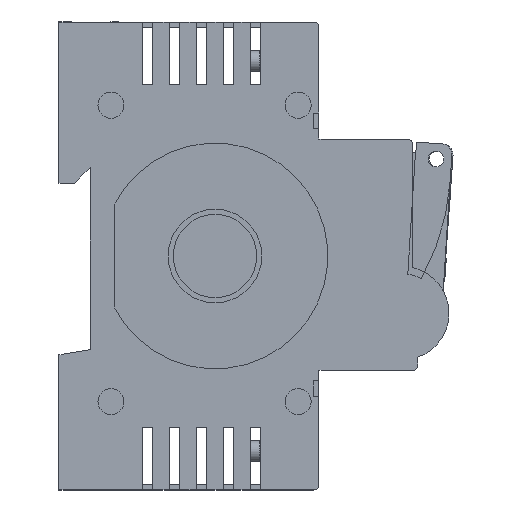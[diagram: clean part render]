
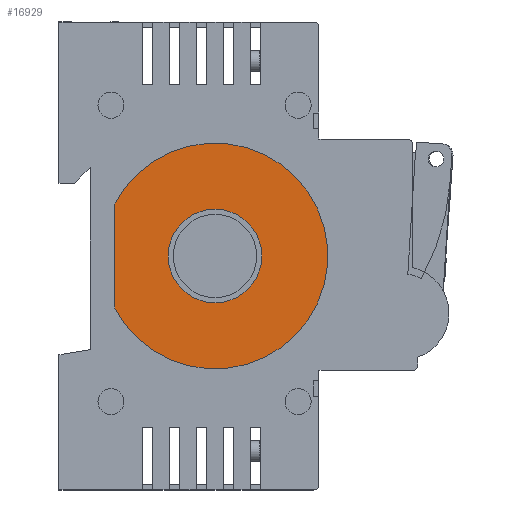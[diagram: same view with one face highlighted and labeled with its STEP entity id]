
A CAD part, left-side view. The second image highlights one B-rep face of the part: STEP entity #16929.
In plain terms, the highlighted planar face has unit normal (-1, 0, 0).
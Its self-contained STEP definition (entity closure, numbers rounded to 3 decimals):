
#16845=CARTESIAN_POINT('',(0.5,-24.,-26.));
#16846=VERTEX_POINT('',#16845);
#16847=CARTESIAN_POINT('',(0.5,-24.,-17.));
#16848=DIRECTION('',(-1.0,0.0,0.0));
#16849=DIRECTION('',(0.0,0.0,1.0));
#16850=AXIS2_PLACEMENT_3D('',#16847,#16848,#16849);
#16851=CIRCLE('',#16850,9.0);
#16852=EDGE_CURVE('',#16846,#16846,#16851,.T.);
#16873=CARTESIAN_POINT('',(0.5,-4.732,-27.));
#16874=VERTEX_POINT('',#16873);
#16875=CARTESIAN_POINT('',(0.5,-4.732,-7.));
#16876=VERTEX_POINT('',#16875);
#16877=CARTESIAN_POINT('',(0.5,-24.,-17.));
#16878=DIRECTION('',(-1.0,0.,0.));
#16879=DIRECTION('',(0.,0.888,-0.461));
#16880=AXIS2_PLACEMENT_3D('',#16877,#16878,#16879);
#16881=CIRCLE('',#16880,21.708);
#16882=EDGE_CURVE('',#16874,#16876,#16881,.T.);
#16905=CARTESIAN_POINT('',(0.5,-4.732,-7.));
#16906=DIRECTION('',(0.0,0.0,-1.0));
#16907=VECTOR('',#16906,20.0);
#16908=LINE('',#16905,#16907);
#16909=EDGE_CURVE('',#16876,#16874,#16908,.T.);
#16917=CARTESIAN_POINT('',(0.5,-22.506,-17.));
#16918=DIRECTION('',(1.0,0.0,0.0));
#16919=DIRECTION('',(0.0,0.0,1.0));
#16920=AXIS2_PLACEMENT_3D('',#16917,#16918,#16919);
#16921=PLANE('',#16920);
#16922=ORIENTED_EDGE('',*,*,#16882,.T.);
#16923=ORIENTED_EDGE('',*,*,#16909,.T.);
#16924=EDGE_LOOP('',(#16922,#16923));
#16925=FACE_OUTER_BOUND('',#16924,.T.);
#16926=ORIENTED_EDGE('',*,*,#16852,.F.);
#16927=EDGE_LOOP('',(#16926));
#16928=FACE_BOUND('',#16927,.T.);
#16929=ADVANCED_FACE('',(#16925,#16928),#16921,.F.);
